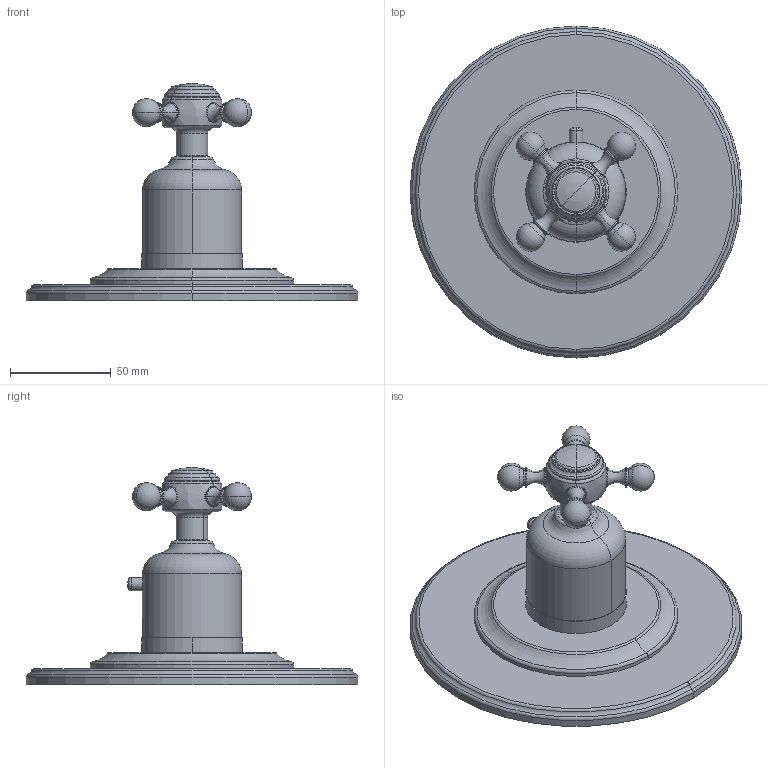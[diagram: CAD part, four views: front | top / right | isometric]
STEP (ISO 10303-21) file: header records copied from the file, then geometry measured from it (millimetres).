
FILE_DESCRIPTION((''),'2;1');
FILE_NAME('3-1764TR','2020-12-04T10:02:23',('jinson.thomas'),(''),'CREO PARAMETRIC BY PTC INC, 2018400','CREO PARAMETRIC BY PTC INC, 2018400','');
FILE_SCHEMA(('CONFIG_CONTROL_DESIGN'));
Length unit declared in the file: inch
Products named in the file (1): 3-1764TR
Bounding box: 165.1 x 165.1 x 107.98 mm (x, y, z)
Volume: 340415.6 mm3; surface area: 61012.5 mm2
Topology: 1 solids, 1 shells, 126 faces, 269 edges, 148 vertices
Faces by surface type: torus 66, cylinder 22, plane 14, sphere 12, cone 10, bspline 2
Entity records: 3785 total; most frequent: CARTESIAN_POINT 961, DIRECTION 701, ORIENTED_EDGE 514, AXIS2_PLACEMENT_3D 334, EDGE_CURVE 257, CIRCLE 210, VERTEX_POINT 148, EDGE_LOOP 141
